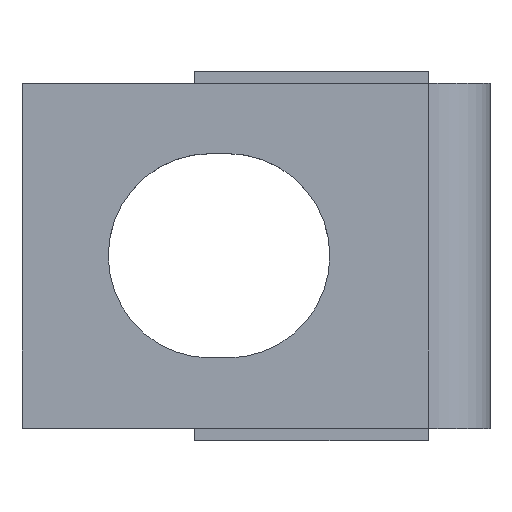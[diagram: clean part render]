
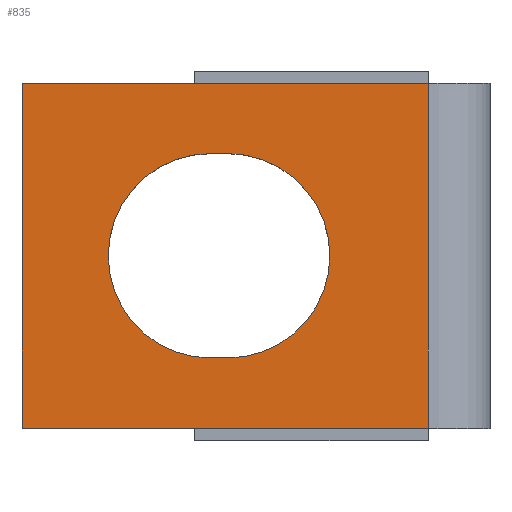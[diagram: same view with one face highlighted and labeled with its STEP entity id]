
A CAD part, top view. The second image highlights one B-rep face of the part: STEP entity #835.
In plain terms, the highlighted planar face has unit normal (0, 0, 1).
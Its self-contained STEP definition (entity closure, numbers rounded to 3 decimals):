
#582=CARTESIAN_POINT('Vertex',(8.5,-7.,0.)) ;
#585=CARTESIAN_POINT('Line Origine',(0.25,-7.,0.)) ;
#589=CARTESIAN_POINT('Vertex',(-8.,-7.,0.)) ;
#616=CARTESIAN_POINT('Line Origine',(-8.,0.,0.)) ;
#620=CARTESIAN_POINT('Vertex',(-8.,7.,0.)) ;
#640=CARTESIAN_POINT('Line Origine',(0.25,7.,0.)) ;
#644=CARTESIAN_POINT('Vertex',(8.5,7.,0.)) ;
#701=CARTESIAN_POINT('Vertex',(0.35,4.15,0.)) ;
#704=CARTESIAN_POINT('Line Origine',(0.,4.15,0.)) ;
#708=CARTESIAN_POINT('Vertex',(-0.35,4.15,0.)) ;
#728=CARTESIAN_POINT('Axis2P3D Location',(-0.35,0.,0.)) ;
#732=CARTESIAN_POINT('Vertex',(-0.35,-4.15,0.)) ;
#752=CARTESIAN_POINT('Line Origine',(0.,-4.15,0.)) ;
#756=CARTESIAN_POINT('Vertex',(0.35,-4.15,0.)) ;
#776=CARTESIAN_POINT('Axis2P3D Location',(0.35,0.,0.)) ;
#813=CARTESIAN_POINT('Axis2P3D Location',(-8.,0.,0.)) ;
#818=CARTESIAN_POINT('Line Origine',(8.5,0.,0.)) ;
#586=DIRECTION('Vector Direction',(1.,0.,0.)) ;
#617=DIRECTION('Vector Direction',(0.,1.,0.)) ;
#641=DIRECTION('Vector Direction',(1.,0.,0.)) ;
#705=DIRECTION('Vector Direction',(1.,0.,0.)) ;
#729=DIRECTION('Axis2P3D Direction',(0.,0.,1.)) ;
#753=DIRECTION('Vector Direction',(-1.,0.,0.)) ;
#777=DIRECTION('Axis2P3D Direction',(0.,0.,1.)) ;
#814=DIRECTION('Axis2P3D Direction',(0.,0.,1.)) ;
#815=DIRECTION('Axis2P3D XDirection',(1.,0.,0.)) ;
#819=DIRECTION('Vector Direction',(0.,1.,0.)) ;
#730=AXIS2_PLACEMENT_3D('Circle Axis2P3D',#728,#729,$) ;
#778=AXIS2_PLACEMENT_3D('Circle Axis2P3D',#776,#777,$) ;
#816=AXIS2_PLACEMENT_3D('Plane Axis2P3D',#813,#814,#815) ;
#824=ORIENTED_EDGE('',*,*,#646,.F.) ;
#825=ORIENTED_EDGE('',*,*,#622,.F.) ;
#826=ORIENTED_EDGE('',*,*,#591,.T.) ;
#827=ORIENTED_EDGE('',*,*,#822,.T.) ;
#830=ORIENTED_EDGE('',*,*,#780,.F.) ;
#831=ORIENTED_EDGE('',*,*,#758,.F.) ;
#832=ORIENTED_EDGE('',*,*,#734,.F.) ;
#833=ORIENTED_EDGE('',*,*,#710,.F.) ;
#834=FACE_BOUND('',#829,.T.) ;
#587=VECTOR('Line Direction',#586,1.) ;
#618=VECTOR('Line Direction',#617,1.) ;
#642=VECTOR('Line Direction',#641,1.) ;
#706=VECTOR('Line Direction',#705,1.) ;
#754=VECTOR('Line Direction',#753,1.) ;
#820=VECTOR('Line Direction',#819,1.) ;
#835=ADVANCED_FACE('PartBody',(#828,#834),#817,.T.) ;
#731=CIRCLE('generated circle',#730,4.15) ;
#779=CIRCLE('generated circle',#778,4.15) ;
#591=EDGE_CURVE('',#590,#583,#588,.T.) ;
#622=EDGE_CURVE('',#590,#621,#619,.T.) ;
#646=EDGE_CURVE('',#621,#645,#643,.T.) ;
#710=EDGE_CURVE('',#702,#709,#707,.F.) ;
#734=EDGE_CURVE('',#709,#733,#731,.T.) ;
#758=EDGE_CURVE('',#733,#757,#755,.F.) ;
#780=EDGE_CURVE('',#757,#702,#779,.T.) ;
#822=EDGE_CURVE('',#583,#645,#821,.T.) ;
#823=EDGE_LOOP('',(#824,#825,#826,#827)) ;
#829=EDGE_LOOP('',(#830,#831,#832,#833)) ;
#828=FACE_OUTER_BOUND('',#823,.T.) ;
#588=LINE('Line',#585,#587) ;
#619=LINE('Line',#616,#618) ;
#643=LINE('Line',#640,#642) ;
#707=LINE('Line',#704,#706) ;
#755=LINE('Line',#752,#754) ;
#821=LINE('Line',#818,#820) ;
#817=PLANE('Plane',#816) ;
#583=VERTEX_POINT('',#582) ;
#590=VERTEX_POINT('',#589) ;
#621=VERTEX_POINT('',#620) ;
#645=VERTEX_POINT('',#644) ;
#702=VERTEX_POINT('',#701) ;
#709=VERTEX_POINT('',#708) ;
#733=VERTEX_POINT('',#732) ;
#757=VERTEX_POINT('',#756) ;
